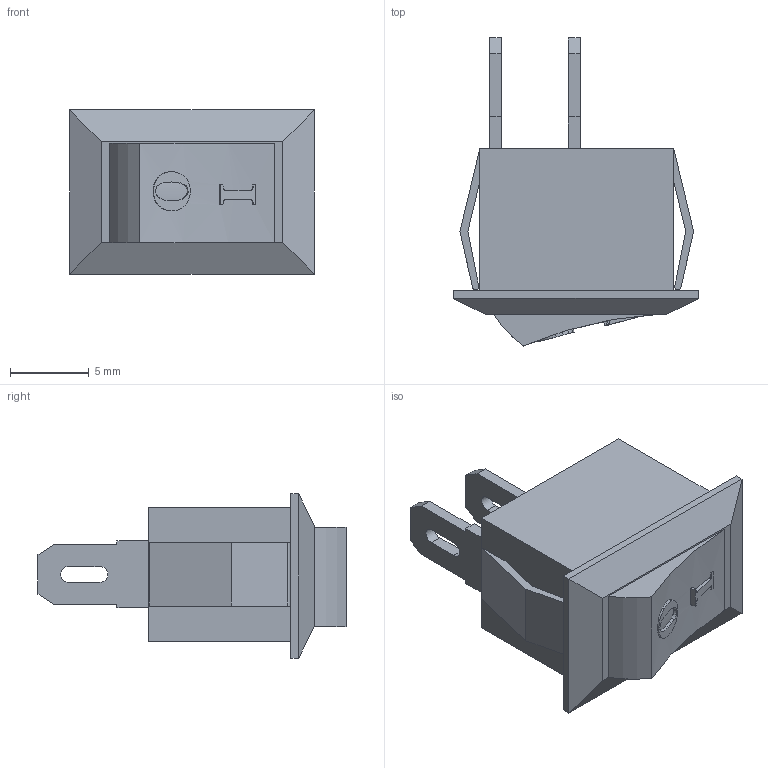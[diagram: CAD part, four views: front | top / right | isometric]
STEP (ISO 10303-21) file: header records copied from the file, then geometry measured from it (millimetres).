
FILE_DESCRIPTION(('FreeCAD Model'),'2;1');
FILE_NAME('Open CASCADE Shape Model','2023-08-02T16:49:57',(''),(''), 'Open CASCADE STEP processor 7.7','FreeCAD','Unknown');
FILE_SCHEMA(('AUTOMOTIVE_DESIGN { 1 0 10303 214 1 1 1 1 }'));
Length unit declared in the file: millimetre
Products named in the file (1): KCD1-11
Bounding box: 15.5 x 19.5 x 10.4 mm (x, y, z)
Volume: 1255.9 mm3; surface area: 1016 mm2
Topology: 1 solids, 1 shells, 120 faces, 324 edges, 214 vertices
Faces by surface type: plane 65, extrusion 46, cylinder 9
Entity records: 9271 total; most frequent: CARTESIAN_POINT 2563, DIRECTION 915, VECTOR 712, LINE 666, ORIENTED_EDGE 648, PCURVE 648, DEFINITIONAL_REPRESENTATION 648, EDGE_CURVE 324
